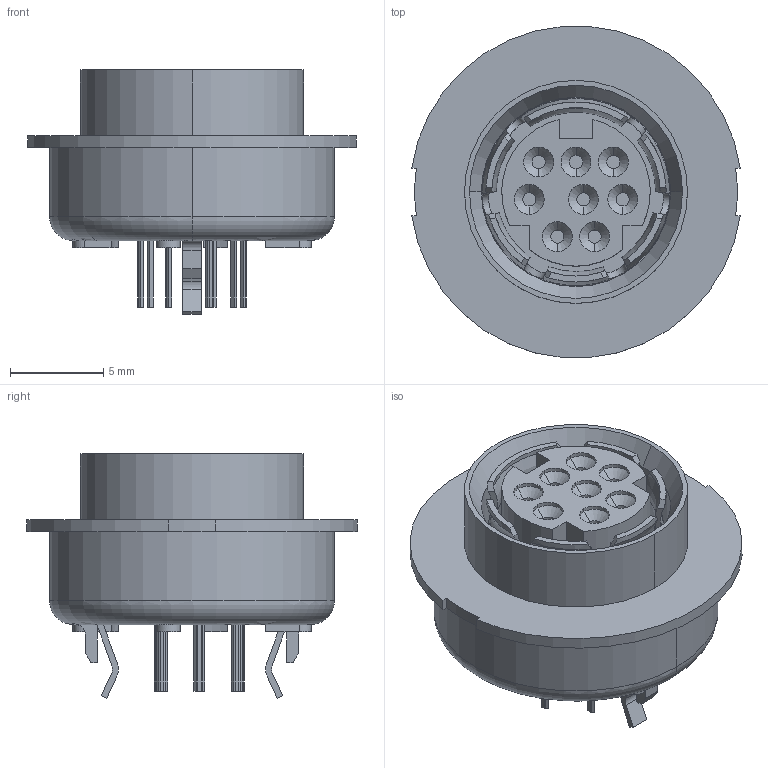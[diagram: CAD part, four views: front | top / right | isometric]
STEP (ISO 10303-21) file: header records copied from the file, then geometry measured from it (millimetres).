
FILE_DESCRIPTION((''),'2;1');
FILE_NAME('C-5750338-1','2014-07-14T',('workeradm'),('Tyco Electronics Ltd.'),'PRO/ENGINEER BY PARAMETRIC TECHNOLOGY CORPORATION, 2013050','PRO/ENGINEER BY PARAMETRIC TECHNOLOGY CORPORATION, 2013050','');
FILE_SCHEMA(('AUTOMOTIVE_DESIGN { 1 0 10303 214 1 1 1 1 }'));
Length unit declared in the file: millimetre
Products named in the file (1): C-5750338-1
Bounding box: 17.6 x 17.72 x 13.08 mm (x, y, z)
Volume: 1263.1 mm3; surface area: 1682.8 mm2
Topology: 1 solids, 1 shells, 315 faces, 824 edges, 536 vertices
Faces by surface type: plane 158, cylinder 109, cone 30, torus 16, bspline 2
Entity records: 10316 total; most frequent: CARTESIAN_POINT 2427, ORIENTED_EDGE 1648, DIRECTION 1566, EDGE_CURVE 824, AXIS2_PLACEMENT_3D 565, VERTEX_POINT 536, VECTOR 436, LINE 436
